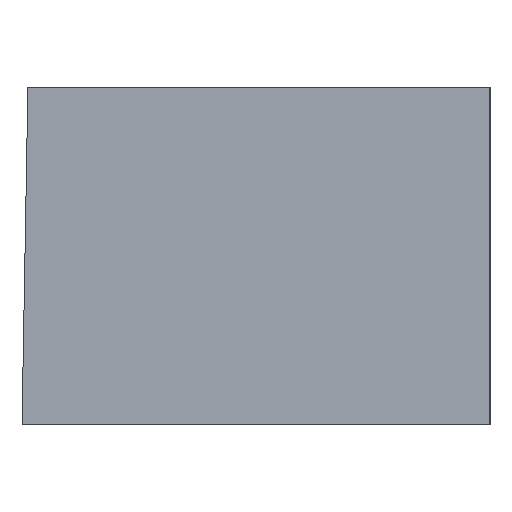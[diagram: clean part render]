
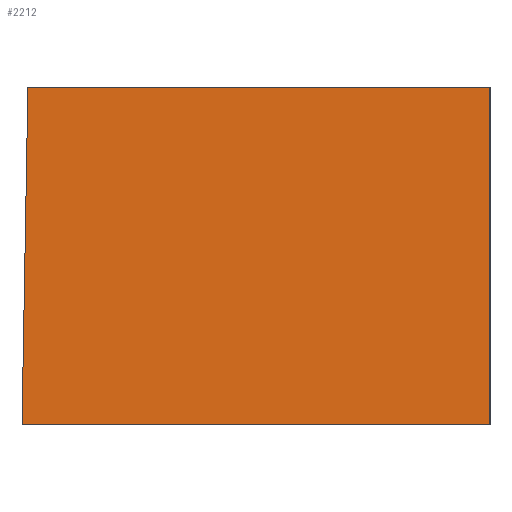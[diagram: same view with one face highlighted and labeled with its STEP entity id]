
A CAD part, left-side view. The second image highlights one B-rep face of the part: STEP entity #2212.
In plain terms, the highlighted planar face has unit normal (-1, 0, 0.018).
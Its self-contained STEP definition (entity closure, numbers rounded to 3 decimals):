
#163 = VERTEX_POINT ( 'NONE', #936 ) ;
#315 = DIRECTION ( 'NONE',  ( -0.017, 0., -1. ) ) ;
#797 = VECTOR ( 'NONE', #7756, 1000. ) ;
#877 = LINE ( 'NONE', #2216, #797 ) ;
#936 = CARTESIAN_POINT ( 'NONE',  ( -10.91, 0., 8. ) ) ;
#961 = VECTOR ( 'NONE', #315, 1000. ) ;
#970 = LINE ( 'NONE', #7438, #961 ) ;
#1171 = EDGE_CURVE ( 'NONE', #4328, #4278, #8980, .T. ) ;
#1199 = VECTOR ( 'NONE', #6653, 1000. ) ;
#1211 = LINE ( 'NONE', #7426, #1199 ) ;
#2212 = ADVANCED_FACE ( 'NONE', ( #7654 ), #6614, .T. ) ;
#2216 = CARTESIAN_POINT ( 'NONE',  ( -11.043, 11.093, 0.386 ) ) ;
#2701 = CARTESIAN_POINT ( 'NONE',  ( -11.05, 0., 0. ) ) ;
#4091 = ORIENTED_EDGE ( 'NONE', *, *, #8478, .F. ) ;
#4134 = ORIENTED_EDGE ( 'NONE', *, *, #7926, .F. ) ;
#4163 = ORIENTED_EDGE ( 'NONE', *, *, #8842, .F. ) ;
#4176 = ORIENTED_EDGE ( 'NONE', *, *, #1171, .F. ) ;
#4278 = VERTEX_POINT ( 'NONE', #8639 ) ;
#4328 = VERTEX_POINT ( 'NONE', #2701 ) ;
#5342 = EDGE_LOOP ( 'NONE', ( #4091, #4134, #4163, #4176 ) ) ;
#6190 = DIRECTION ( 'NONE',  ( 0.017, 0., 1. ) ) ;
#6322 = VERTEX_POINT ( 'NONE', #8937 ) ;
#6454 = DIRECTION ( 'NONE',  ( 0., 1., 0. ) ) ;
#6487 = CARTESIAN_POINT ( 'NONE',  ( -11.05, 0., 0. ) ) ;
#6587 = DIRECTION ( 'NONE',  ( -1., 0., 0.017 ) ) ;
#6614 = PLANE ( 'NONE',  #9152 ) ;
#6653 = DIRECTION ( 'NONE',  ( 0., -1., 0. ) ) ;
#6776 = CARTESIAN_POINT ( 'NONE',  ( -11.05, 0., 0. ) ) ;
#7426 = CARTESIAN_POINT ( 'NONE',  ( -10.91, 11.1, 8. ) ) ;
#7438 = CARTESIAN_POINT ( 'NONE',  ( -11.043, 0., 0.386 ) ) ;
#7654 = FACE_OUTER_BOUND ( 'NONE', #5342, .T. ) ;
#7756 = DIRECTION ( 'NONE',  ( 0.017, -0.017, 1. ) ) ;
#7926 = EDGE_CURVE ( 'NONE', #6322, #163, #1211, .T. ) ;
#8478 = EDGE_CURVE ( 'NONE', #163, #4328, #970, .T. ) ;
#8639 = CARTESIAN_POINT ( 'NONE',  ( -11.05, 11.1, 0. ) ) ;
#8842 = EDGE_CURVE ( 'NONE', #4278, #6322, #877, .T. ) ;
#8881 = VECTOR ( 'NONE', #6454, 1000. ) ;
#8937 = CARTESIAN_POINT ( 'NONE',  ( -10.91, 10.96, 8. ) ) ;
#8980 = LINE ( 'NONE', #6487, #8881 ) ;
#9152 = AXIS2_PLACEMENT_3D ( 'NONE', #6776, #6587, #6190 ) ;
